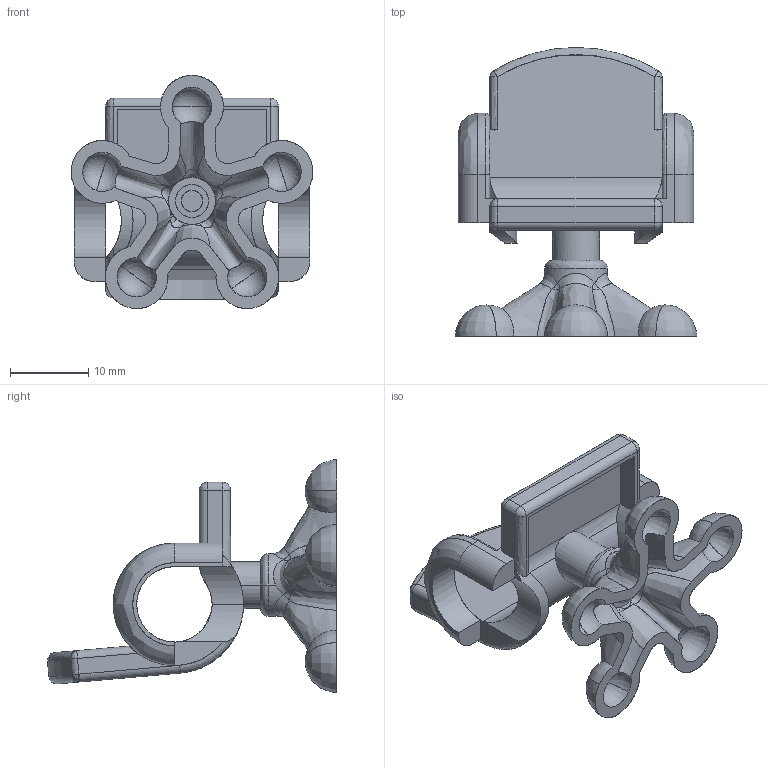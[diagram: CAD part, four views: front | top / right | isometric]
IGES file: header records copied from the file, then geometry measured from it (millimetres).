
Start section: SolidWorks IGES file using analytic representation for surfaces
Global section: file name: 20094c.IGS; native system: SolidWorks 2012; preprocessor: SolidWorks 2012; author: Administrator; date: 140413.195411; units: millimetre
Bounding box: 30.82 x 36.83 x 29.71 mm (x, y, z)
Surface area: 4972.4 mm2 (no closed solid volume)
Topology: 0 solids, 0 shells, 181 faces, 3465 edges, 3429 vertices
Faces by surface type: revolution 103, bspline 78
